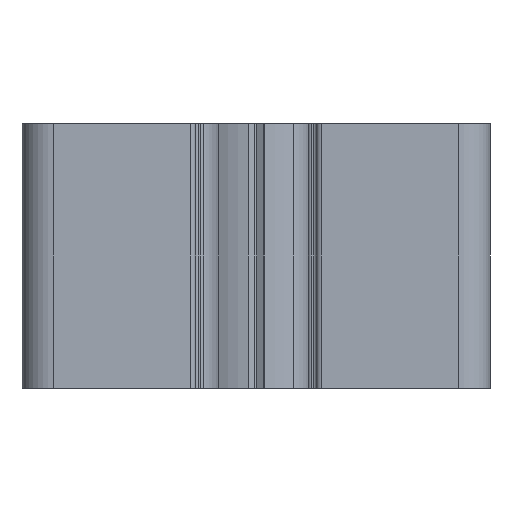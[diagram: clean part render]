
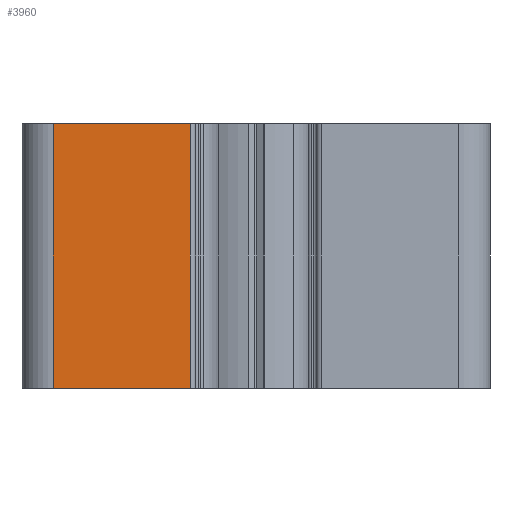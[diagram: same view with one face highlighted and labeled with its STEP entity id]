
A CAD part, left-side view. The second image highlights one B-rep face of the part: STEP entity #3960.
In plain terms, the highlighted planar face has unit normal (-1, 0, 0).
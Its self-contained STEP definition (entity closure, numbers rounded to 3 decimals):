
#3902=CARTESIAN_POINT('',(0.037,28.8,25.4));
#3903=VERTEX_POINT('',#3902);
#3911=CARTESIAN_POINT('',(0.037,28.8,0.0));
#3912=VERTEX_POINT('',#3911);
#3913=CARTESIAN_POINT('',(0.037,28.8,0.0));
#3914=DIRECTION('',(0.0,0.0,1.0));
#3915=VECTOR('',#3914,25.4);
#3916=LINE('',#3913,#3915);
#3917=EDGE_CURVE('',#3912,#3903,#3916,.T.);
#3930=CARTESIAN_POINT('',(0.037,28.8,0.0));
#3931=DIRECTION('',(-1.0,0.0,0.0));
#3932=DIRECTION('',(0.0,0.0,1.0));
#3933=AXIS2_PLACEMENT_3D('',#3930,#3931,#3932);
#3934=PLANE('',#3933);
#3935=CARTESIAN_POINT('',(0.037,42.0,25.4));
#3936=VERTEX_POINT('',#3935);
#3937=CARTESIAN_POINT('',(0.037,28.8,25.4));
#3938=DIRECTION('',(0.0,1.0,0.0));
#3939=VECTOR('',#3938,13.2);
#3940=LINE('',#3937,#3939);
#3941=EDGE_CURVE('',#3903,#3936,#3940,.T.);
#3942=ORIENTED_EDGE('',*,*,#3941,.T.);
#3943=CARTESIAN_POINT('',(0.037,42.0,0.0));
#3944=VERTEX_POINT('',#3943);
#3945=CARTESIAN_POINT('',(0.037,42.0,0.0));
#3946=DIRECTION('',(0.0,0.0,1.0));
#3947=VECTOR('',#3946,25.4);
#3948=LINE('',#3945,#3947);
#3949=EDGE_CURVE('',#3944,#3936,#3948,.T.);
#3950=ORIENTED_EDGE('',*,*,#3949,.F.);
#3951=CARTESIAN_POINT('',(0.037,42.0,0.0));
#3952=DIRECTION('',(0.0,-1.0,0.0));
#3953=VECTOR('',#3952,13.2);
#3954=LINE('',#3951,#3953);
#3955=EDGE_CURVE('',#3944,#3912,#3954,.T.);
#3956=ORIENTED_EDGE('',*,*,#3955,.T.);
#3957=ORIENTED_EDGE('',*,*,#3917,.T.);
#3958=EDGE_LOOP('',(#3942,#3950,#3956,#3957));
#3959=FACE_OUTER_BOUND('',#3958,.T.);
#3960=ADVANCED_FACE('',(#3959),#3934,.T.);
